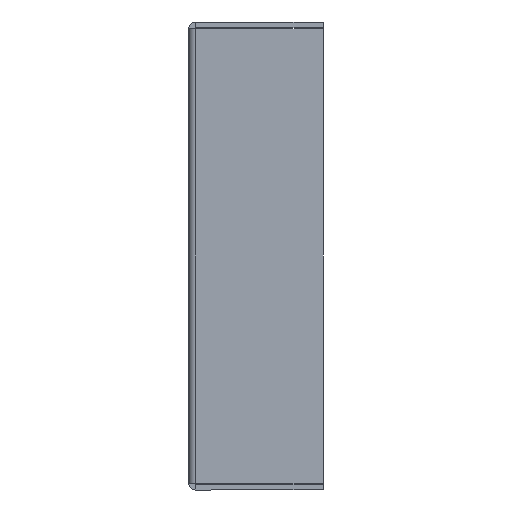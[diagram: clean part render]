
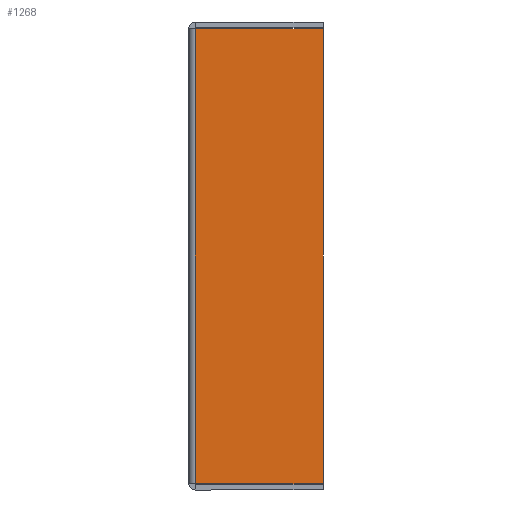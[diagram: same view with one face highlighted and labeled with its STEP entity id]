
A CAD part, left-side view. The second image highlights one B-rep face of the part: STEP entity #1268.
In plain terms, the highlighted planar face has unit normal (-1, 0, 0).
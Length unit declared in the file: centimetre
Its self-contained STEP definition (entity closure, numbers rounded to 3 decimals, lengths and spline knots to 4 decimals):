
#159=FACE_OUTER_BOUND('',#270,.T.);
#270=EDGE_LOOP('',(#1025,#1026,#1027,#1028));
#397=LINE('',#2071,#522);
#398=LINE('',#2074,#523);
#405=LINE('',#2092,#530);
#406=LINE('',#2093,#531);
#522=VECTOR('',#1672,1.);
#523=VECTOR('',#1675,1.);
#530=VECTOR('',#1696,1.);
#531=VECTOR('',#1697,1.);
#659=VERTEX_POINT('',#2064);
#662=VERTEX_POINT('',#2069);
#663=VERTEX_POINT('',#2073);
#667=VERTEX_POINT('',#2091);
#798=EDGE_CURVE('',#659,#662,#397,.T.);
#799=EDGE_CURVE('',#663,#659,#398,.T.);
#809=EDGE_CURVE('',#662,#667,#405,.T.);
#810=EDGE_CURVE('',#667,#663,#406,.T.);
#1025=ORIENTED_EDGE('',*,*,#799,.T.);
#1026=ORIENTED_EDGE('',*,*,#798,.T.);
#1027=ORIENTED_EDGE('',*,*,#809,.T.);
#1028=ORIENTED_EDGE('',*,*,#810,.T.);
#1216=PLANE('',#1401);
#1268=ADVANCED_FACE('',(#159),#1216,.T.);
#1401=AXIS2_PLACEMENT_3D('',#2090,#1694,#1695);
#1672=DIRECTION('',(0.,-1.,0.));
#1675=DIRECTION('',(0.,0.,-1.));
#1694=DIRECTION('center_axis',(-1.,0.,0.));
#1695=DIRECTION('ref_axis',(0.,-1.,0.));
#1696=DIRECTION('',(0.,0.,1.));
#1697=DIRECTION('',(0.,1.,0.));
#2064=CARTESIAN_POINT('',(-9.51,0.09,1.));
#2069=CARTESIAN_POINT('',(-9.51,-2.0752,1.));
#2071=CARTESIAN_POINT('',(-9.51,-2.0752,1.));
#2073=CARTESIAN_POINT('',(-9.51,0.09,8.7));
#2074=CARTESIAN_POINT('',(-9.51,0.09,2.425));
#2090=CARTESIAN_POINT('Origin',(-9.51,4.8748,4.85));
#2091=CARTESIAN_POINT('',(-9.51,-2.0752,8.7));
#2092=CARTESIAN_POINT('',(-9.51,-2.0752,8.7));
#2093=CARTESIAN_POINT('',(-9.51,0.1748,8.7));
